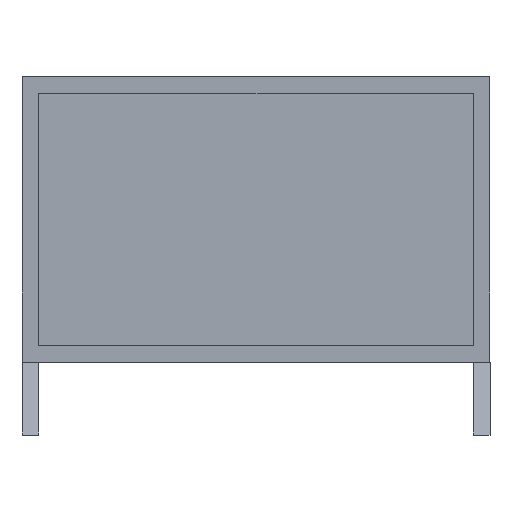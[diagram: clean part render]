
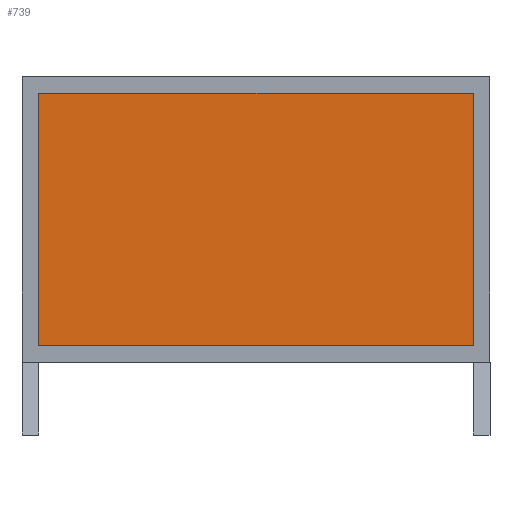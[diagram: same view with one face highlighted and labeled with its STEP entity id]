
A CAD part, top view. The second image highlights one B-rep face of the part: STEP entity #739.
In plain terms, the highlighted planar face has unit normal (0, 0, 1).
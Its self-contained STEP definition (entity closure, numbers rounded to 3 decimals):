
#56 = LINE ( 'NONE', #319, #374 ) ;
#86 = VERTEX_POINT ( 'NONE', #180 ) ;
#117 = LINE ( 'NONE', #737, #223 ) ;
#135 = LINE ( 'NONE', #200, #873 ) ;
#158 = DIRECTION ( 'NONE',  ( 0., -1., 0. ) ) ;
#179 = DIRECTION ( 'NONE',  ( -1., 0., 0. ) ) ;
#180 = CARTESIAN_POINT ( 'NONE',  ( 0., 305.914, 18.3 ) ) ;
#200 = CARTESIAN_POINT ( 'NONE',  ( -527.4, 326.216, 18.3 ) ) ;
#202 = ORIENTED_EDGE ( 'NONE', *, *, #238, .T. ) ;
#223 = VECTOR ( 'NONE', #653, 1000. ) ;
#238 = EDGE_CURVE ( 'NONE', #86, #298, #117, .T. ) ;
#245 = FACE_OUTER_BOUND ( 'NONE', #462, .T. ) ;
#267 = CARTESIAN_POINT ( 'NONE',  ( -527.4, 0., 18.3 ) ) ;
#276 = VERTEX_POINT ( 'NONE', #267 ) ;
#298 = VERTEX_POINT ( 'NONE', #587 ) ;
#319 = CARTESIAN_POINT ( 'NONE',  ( 0., 326.216, 18.3 ) ) ;
#374 = VECTOR ( 'NONE', #584, 1000. ) ;
#376 = VECTOR ( 'NONE', #473, 1000. ) ;
#387 = EDGE_CURVE ( 'NONE', #276, #714, #408, .T. ) ;
#408 = LINE ( 'NONE', #544, #376 ) ;
#462 = EDGE_LOOP ( 'NONE', ( #730, #202, #566, #469 ) ) ;
#469 = ORIENTED_EDGE ( 'NONE', *, *, #387, .T. ) ;
#473 = DIRECTION ( 'NONE',  ( 1., 0., 0. ) ) ;
#523 = PLANE ( 'NONE',  #685 ) ;
#544 = CARTESIAN_POINT ( 'NONE',  ( -527.4, 0., 18.3 ) ) ;
#566 = ORIENTED_EDGE ( 'NONE', *, *, #842, .T. ) ;
#584 = DIRECTION ( 'NONE',  ( 0., -1., 0. ) ) ;
#587 = CARTESIAN_POINT ( 'NONE',  ( -527.4, 305.914, 18.3 ) ) ;
#653 = DIRECTION ( 'NONE',  ( -1., 0., 0. ) ) ;
#685 = AXIS2_PLACEMENT_3D ( 'NONE', #784, #796, #179 ) ;
#714 = VERTEX_POINT ( 'NONE', #851 ) ;
#724 = EDGE_CURVE ( 'NONE', #86, #714, #56, .T. ) ;
#730 = ORIENTED_EDGE ( 'NONE', *, *, #724, .F. ) ;
#737 = CARTESIAN_POINT ( 'NONE',  ( -527.4, 305.914, 18.3 ) ) ;
#739 = ADVANCED_FACE ( 'NONE', ( #245 ), #523, .F. ) ;
#784 = CARTESIAN_POINT ( 'NONE',  ( -527.4, 326.216, 18.3 ) ) ;
#796 = DIRECTION ( 'NONE',  ( 0., 0., -1. ) ) ;
#842 = EDGE_CURVE ( 'NONE', #298, #276, #135, .T. ) ;
#851 = CARTESIAN_POINT ( 'NONE',  ( 0., 0., 18.3 ) ) ;
#873 = VECTOR ( 'NONE', #158, 1000. ) ;
